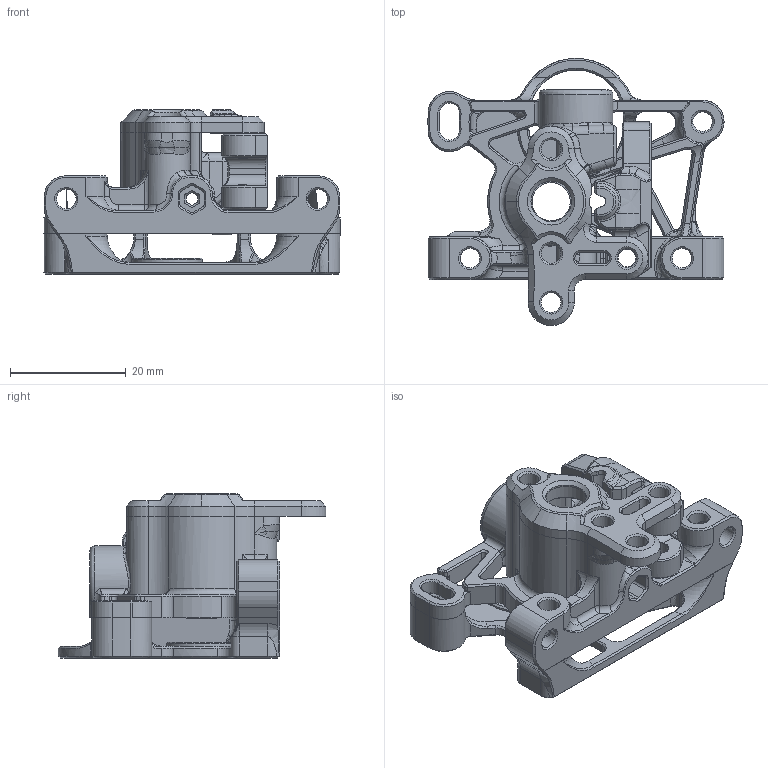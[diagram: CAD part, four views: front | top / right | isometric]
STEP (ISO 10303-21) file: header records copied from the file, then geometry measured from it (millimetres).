
FILE_DESCRIPTION(/* description */ ('STEP AP242','CAx-IF Rec.Pracs.---Representation and Presentation of Product Manufacturing Information (PMI)---4.0---2014-10-13','CAx-IF Rec.Pracs.---3D Tessellated Geometry---0.4---2014-09-14','2;1'),/* implementation_level */ '2;1');
FILE_NAME(/* name */ '65b0bb7d8273eb0db969d5df',/* time_stamp */ '2024-01-24T07:25:52Z',/* author */ (''),/* organization */ (''),/* preprocessor_version */ 'ST-DEVELOPER v19.4',/* originating_system */ ' ',/* authorisation */ ' ');
FILE_SCHEMA (('AP242_MANAGED_MODEL_BASED_3D_ENGINEERING_MIM_LF { 1 0 10303 442 1 1 4 }'));
Length unit declared in the file: metre
Products named in the file (4): housing_rear_nema14^housing_sherpa_mini_a3_r16(FDM); idler_arm_short^housing_sherpa_mini_a3_r16(FDM); housing_front_k^housing_sherpa_mini_a3_r16(FDM); housing_core_std^housing_sherpa_mini_a3_r16(FDM)
Bounding box: 51.24 x 46.29 x 28.4 mm (x, y, z)
Volume: 11254.6 mm3; surface area: 12200.1 mm2
Topology: 4 solids, 4 shells, 1591 faces, 3925 edges, 2274 vertices
Faces by surface type: bspline 422, plane 418, cylinder 361, cone 309, torus 76, sphere 5
Full cylindrical faces by diameter (mm): 3.05 x2, 3.3 x2, 3.4 x13, 4.8 x5, 6.6 x1, 7 x1, 8.2 x2, 8.4 x1
Entity records: 58556 total; most frequent: CARTESIAN_POINT 24899, ORIENTED_EDGE 7566, DIRECTION 6049, EDGE_CURVE 3783, AXIS2_PLACEMENT_3D 2355, VERTEX_POINT 2257, EDGE_LOOP 1718, FACE_BOUND 1718
